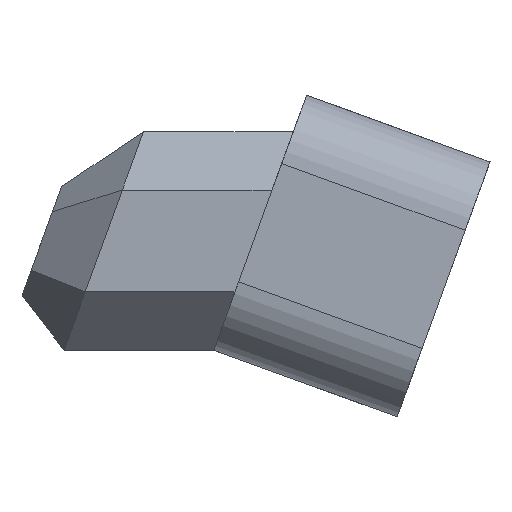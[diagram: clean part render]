
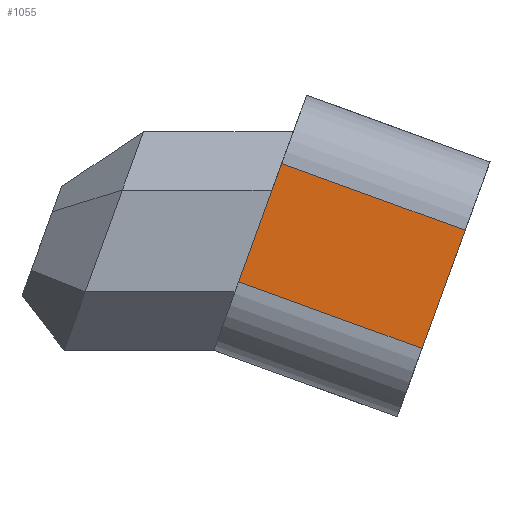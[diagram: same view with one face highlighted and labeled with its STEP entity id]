
A CAD part, left-side view. The second image highlights one B-rep face of the part: STEP entity #1055.
In plain terms, the highlighted planar face has unit normal (-1, 0, 0).
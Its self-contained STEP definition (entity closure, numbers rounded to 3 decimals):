
#69=PLANE('',#1145);
#127=FACE_OUTER_BOUND('',#185,.T.);
#185=EDGE_LOOP('',(#953,#954,#955,#956));
#188=LINE('',#1444,#317);
#194=LINE('',#1458,#323);
#226=LINE('',#1550,#355);
#315=LINE('',#1729,#444);
#317=VECTOR('',#1158,10.);
#323=VECTOR('',#1170,10.);
#355=VECTOR('',#1258,10.);
#444=VECTOR('',#1427,10.);
#464=VERTEX_POINT('',#1441);
#465=VERTEX_POINT('',#1443);
#470=VERTEX_POINT('',#1457);
#502=VERTEX_POINT('',#1549);
#554=EDGE_CURVE('',#464,#465,#188,.T.);
#561=EDGE_CURVE('',#470,#465,#194,.T.);
#607=EDGE_CURVE('',#470,#502,#226,.T.);
#697=EDGE_CURVE('',#502,#464,#315,.T.);
#953=ORIENTED_EDGE('',*,*,#554,.F.);
#954=ORIENTED_EDGE('',*,*,#697,.F.);
#955=ORIENTED_EDGE('',*,*,#607,.F.);
#956=ORIENTED_EDGE('',*,*,#561,.T.);
#1055=ADVANCED_FACE('',(#127),#69,.T.);
#1145=AXIS2_PLACEMENT_3D('',#1728,#1425,#1426);
#1158=DIRECTION('',(0.,-0.94,-0.342));
#1170=DIRECTION('',(0.,-0.342,0.94));
#1258=DIRECTION('',(0.,0.94,0.342));
#1425=DIRECTION('center_axis',(-1.,0.,0.));
#1426=DIRECTION('ref_axis',(0.,-0.342,0.94));
#1427=DIRECTION('',(0.,-0.342,0.94));
#1441=CARTESIAN_POINT('',(-11.73,42.209,0.615));
#1443=CARTESIAN_POINT('',(-11.73,39.691,-0.302));
#1444=CARTESIAN_POINT('',(-11.73,39.315,-0.439));
#1457=CARTESIAN_POINT('',(-11.73,40.282,-1.926));
#1458=CARTESIAN_POINT('',(-11.73,40.393,-2.232));
#1549=CARTESIAN_POINT('',(-11.73,42.8,-1.01));
#1550=CARTESIAN_POINT('',(-11.73,39.906,-2.063));
#1728=CARTESIAN_POINT('Origin',(-11.73,40.366,-3.326));
#1729=CARTESIAN_POINT('',(-11.73,43.26,-2.272));
